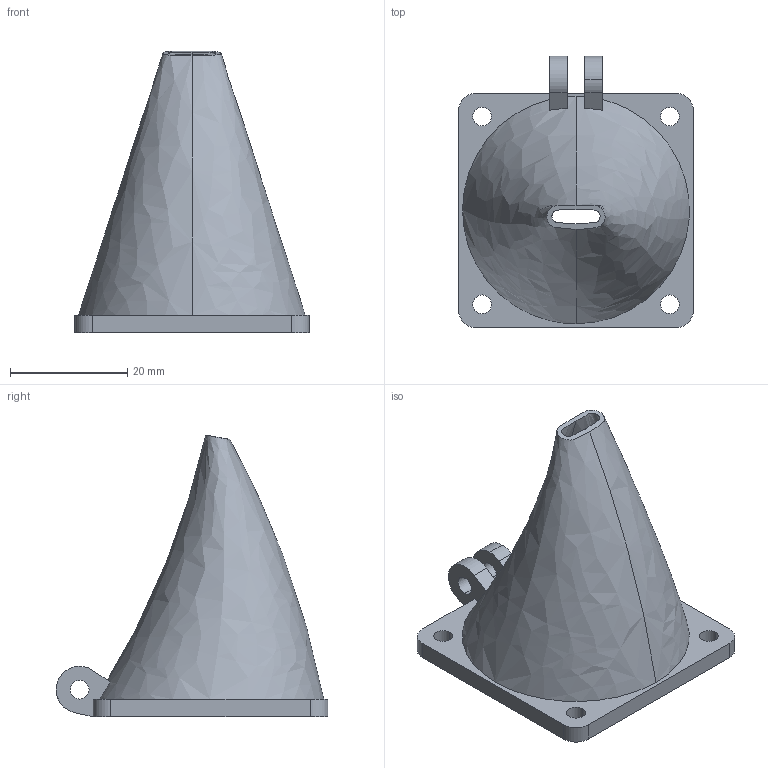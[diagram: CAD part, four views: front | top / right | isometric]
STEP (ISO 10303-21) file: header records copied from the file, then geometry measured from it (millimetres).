
FILE_DESCRIPTION (( 'STEP AP203' ), '1' );
FILE_NAME ('fan-duct-v2.STEP', '2016-04-11T07:32:37', ( 'Joel Frax' ), ( 'Microsoft' ), 'SwSTEP 2.0', 'SolidWorks 2015', '' );
FILE_SCHEMA (( 'CONFIG_CONTROL_DESIGN' ));
Length unit declared in the file: millimetre
Products named in the file (1): fan-duct-v2
Bounding box: 40 x 46.3 x 48 mm (x, y, z)
Volume: 4316.9 mm3; surface area: 8667.8 mm2
Topology: 1 solids, 1 shells, 43 faces, 119 edges, 78 vertices
Faces by surface type: cylinder 21, plane 18, bspline 4
Entity records: 10528 total; most frequent: CARTESIAN_POINT 9339, ORIENTED_EDGE 238, DIRECTION 217, EDGE_CURVE 119, AXIS2_PLACEMENT_3D 80, VERTEX_POINT 78, LINE 57, EDGE_LOOP 57
